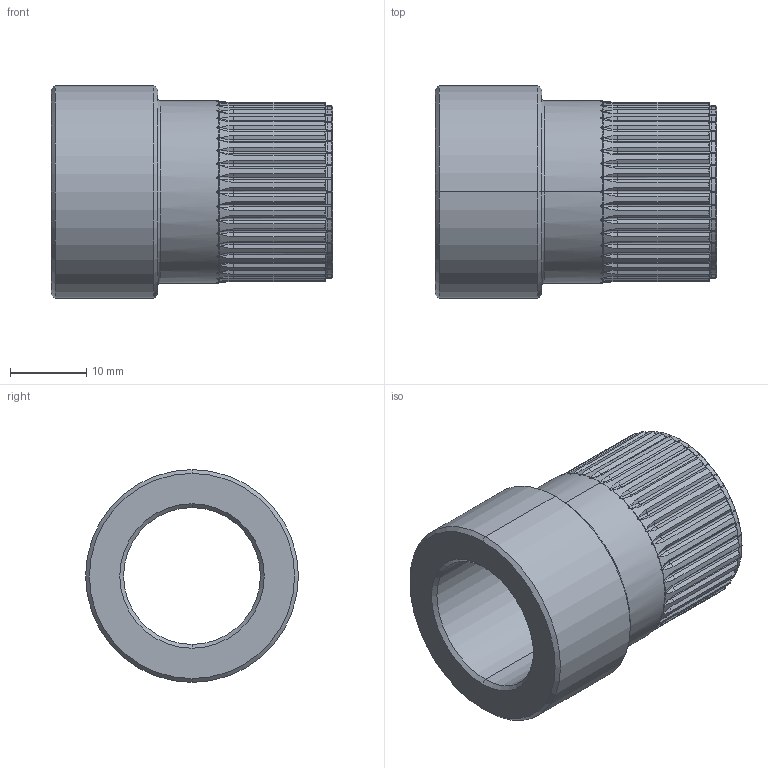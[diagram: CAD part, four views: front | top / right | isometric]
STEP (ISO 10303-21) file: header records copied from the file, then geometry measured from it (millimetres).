
FILE_DESCRIPTION (( 'STEP AP214' ), '1' );
FILE_NAME ('Essai_usinage_cannelure.STEP', '2024-09-16T19:55:33', ( '' ), ( '' ), 'SwSTEP 2.0', 'SolidWorks 2016', '' );
FILE_SCHEMA (( 'AUTOMOTIVE_DESIGN' ));
Length unit declared in the file: millimetre
Products named in the file (1): Essai_usinage_cannelure
Bounding box: 37 x 28 x 28 mm (x, y, z)
Volume: 9150.1 mm3; surface area: 5856.9 mm2
Topology: 1 solids, 1 shells, 633 faces, 1796 edges, 1167 vertices
Faces by surface type: cone 210, plane 164, cylinder 137, torus 122
Entity records: 22459 total; most frequent: CARTESIAN_POINT 7103, ORIENTED_EDGE 3592, DIRECTION 2809, EDGE_CURVE 1796, AXIS2_PLACEMENT_3D 1191, VERTEX_POINT 1167, B_SPLINE_CURVE_WITH_KNOTS 812, EDGE_LOOP 637
